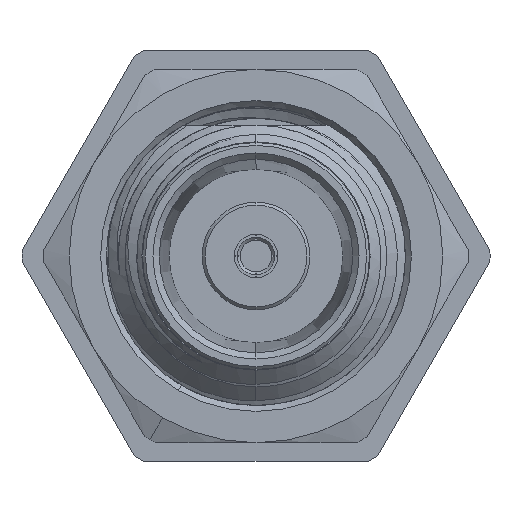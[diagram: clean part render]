
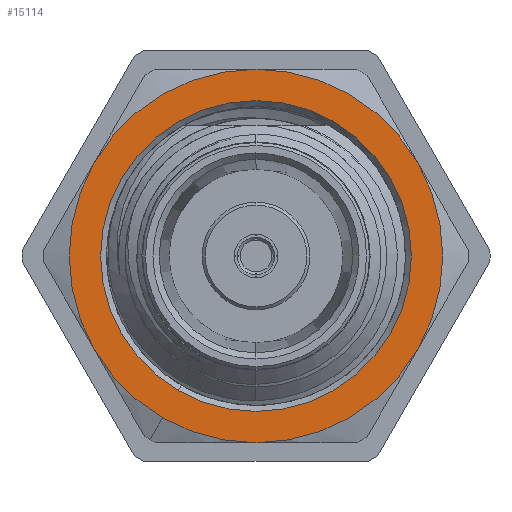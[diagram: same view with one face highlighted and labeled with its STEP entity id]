
A CAD part, left-side view. The second image highlights one B-rep face of the part: STEP entity #15114.
In plain terms, the highlighted planar face has unit normal (-1, 0, 0).
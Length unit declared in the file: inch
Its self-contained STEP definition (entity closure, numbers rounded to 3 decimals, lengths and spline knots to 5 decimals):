
#273 = EDGE_CURVE ( 'NONE', #15655, #16579, #14150, .T. ) ;
#372 = DIRECTION ( 'NONE',  ( -1., 0., 0. ) ) ;
#1020 = ORIENTED_EDGE ( 'NONE', *, *, #13236, .T. ) ;
#1370 = DIRECTION ( 'NONE',  ( 0., 0.5, -0.866 ) ) ;
#1663 = AXIS2_PLACEMENT_3D ( 'NONE', #14945, #20004, #18733 ) ;
#1726 = EDGE_CURVE ( 'NONE', #20134, #22600, #6760, .T. ) ;
#1996 = CIRCLE ( 'NONE', #14855, 0.26 ) ;
#2016 = CARTESIAN_POINT ( 'NONE',  ( 0.518, 0.27063, 0.15625 ) ) ;
#2418 = CARTESIAN_POINT ( 'NONE',  ( 0.518, 0., 0. ) ) ;
#2499 = FACE_OUTER_BOUND ( 'NONE', #7993, .T. ) ;
#2755 = DIRECTION ( 'NONE',  ( -1., 0., 0. ) ) ;
#2974 = DIRECTION ( 'NONE',  ( 0., 0.5, -0.866 ) ) ;
#4664 = CARTESIAN_POINT ( 'NONE',  ( 0.518, -0.13, 0.22517 ) ) ;
#4685 = CARTESIAN_POINT ( 'NONE',  ( 0.518, 0., 0. ) ) ;
#4802 = CARTESIAN_POINT ( 'NONE',  ( 0.518, 0.15625, -0.27063 ) ) ;
#5282 = CARTESIAN_POINT ( 'NONE',  ( 0.518, 0.13, -0.22517 ) ) ;
#5329 = CIRCLE ( 'NONE', #14114, 0.3125 ) ;
#5423 = AXIS2_PLACEMENT_3D ( 'NONE', #17342, #12169, #2974 ) ;
#5448 = CARTESIAN_POINT ( 'NONE',  ( 0.518, 0., 0. ) ) ;
#5533 = EDGE_CURVE ( 'NONE', #21171, #8272, #17905, .T. ) ;
#5704 = VERTEX_POINT ( 'NONE', #21874 ) ;
#6760 = CIRCLE ( 'NONE', #10788, 0.3125 ) ;
#6788 = EDGE_LOOP ( 'NONE', ( #22094, #9748 ) ) ;
#7260 = CARTESIAN_POINT ( 'NONE',  ( 0.518, -0.27063, 0.15625 ) ) ;
#7800 = ORIENTED_EDGE ( 'NONE', *, *, #5533, .T. ) ;
#7836 = DIRECTION ( 'NONE',  ( 1., 0., 0. ) ) ;
#7953 = DIRECTION ( 'NONE',  ( 0., 0.5, -0.866 ) ) ;
#7993 = EDGE_LOOP ( 'NONE', ( #13173, #12534, #21680, #21082, #7800, #1020, #16269 ) ) ;
#8098 = EDGE_CURVE ( 'NONE', #10516, #20134, #12379, .T. ) ;
#8272 = VERTEX_POINT ( 'NONE', #9875 ) ;
#8769 = DIRECTION ( 'NONE',  ( 0., 0.5, -0.866 ) ) ;
#8774 = CIRCLE ( 'NONE', #10596, 0.3125 ) ;
#9006 = CARTESIAN_POINT ( 'NONE',  ( 0.518, 0., 0. ) ) ;
#9024 = DIRECTION ( 'NONE',  ( 0., 0.5, -0.866 ) ) ;
#9511 = CIRCLE ( 'NONE', #11702, 0.3125 ) ;
#9748 = ORIENTED_EDGE ( 'NONE', *, *, #15427, .T. ) ;
#9875 = CARTESIAN_POINT ( 'NONE',  ( 0.518, 0., 0.3125 ) ) ;
#10374 = CARTESIAN_POINT ( 'NONE',  ( 0.518, 0., 0. ) ) ;
#10516 = VERTEX_POINT ( 'NONE', #4802 ) ;
#10596 = AXIS2_PLACEMENT_3D ( 'NONE', #2418, #2755, #7953 ) ;
#10788 = AXIS2_PLACEMENT_3D ( 'NONE', #14313, #10856, #9024 ) ;
#10856 = DIRECTION ( 'NONE',  ( -1., 0., 0. ) ) ;
#11005 = CARTESIAN_POINT ( 'NONE',  ( 0.518, 0., -0.3125 ) ) ;
#11227 = DIRECTION ( 'NONE',  ( -1., 0., 0. ) ) ;
#11257 = CARTESIAN_POINT ( 'NONE',  ( 0.518, 0., 0. ) ) ;
#11702 = AXIS2_PLACEMENT_3D ( 'NONE', #22305, #15619, #1370 ) ;
#11844 = EDGE_CURVE ( 'NONE', #16098, #5704, #5329, .T. ) ;
#12169 = DIRECTION ( 'NONE',  ( -1., 0., 0. ) ) ;
#12234 = AXIS2_PLACEMENT_3D ( 'NONE', #9006, #19918, #12683 ) ;
#12379 = CIRCLE ( 'NONE', #5423, 0.3125 ) ;
#12534 = ORIENTED_EDGE ( 'NONE', *, *, #8098, .T. ) ;
#12683 = DIRECTION ( 'NONE',  ( 0., 0.5, -0.866 ) ) ;
#12727 = EDGE_CURVE ( 'NONE', #22600, #21171, #22167, .T. ) ;
#13140 = EDGE_CURVE ( 'NONE', #5704, #10516, #8774, .T. ) ;
#13173 = ORIENTED_EDGE ( 'NONE', *, *, #13140, .T. ) ;
#13236 = EDGE_CURVE ( 'NONE', #8272, #16098, #9511, .T. ) ;
#14114 = AXIS2_PLACEMENT_3D ( 'NONE', #10374, #22693, #17276 ) ;
#14150 = CIRCLE ( 'NONE', #1663, 0.26 ) ;
#14313 = CARTESIAN_POINT ( 'NONE',  ( 0.518, 0., 0. ) ) ;
#14376 = DIRECTION ( 'NONE',  ( 0., 0.5, -0.866 ) ) ;
#14855 = AXIS2_PLACEMENT_3D ( 'NONE', #11257, #7836, #14376 ) ;
#14945 = CARTESIAN_POINT ( 'NONE',  ( 0.518, 0., 0. ) ) ;
#14973 = AXIS2_PLACEMENT_3D ( 'NONE', #5448, #372, #8769 ) ;
#15114 = ADVANCED_FACE ( 'NONE', ( #18591, #2499 ), #20199, .T. ) ;
#15427 = EDGE_CURVE ( 'NONE', #16579, #15655, #1996, .T. ) ;
#15619 = DIRECTION ( 'NONE',  ( -1., 0., 0. ) ) ;
#15637 = AXIS2_PLACEMENT_3D ( 'NONE', #4685, #11227, #18699 ) ;
#15655 = VERTEX_POINT ( 'NONE', #5282 ) ;
#16098 = VERTEX_POINT ( 'NONE', #2016 ) ;
#16269 = ORIENTED_EDGE ( 'NONE', *, *, #11844, .T. ) ;
#16579 = VERTEX_POINT ( 'NONE', #4664 ) ;
#16712 = CARTESIAN_POINT ( 'NONE',  ( 0.518, -0.27063, -0.15625 ) ) ;
#17276 = DIRECTION ( 'NONE',  ( 0., 0.5, -0.866 ) ) ;
#17342 = CARTESIAN_POINT ( 'NONE',  ( 0.518, 0., 0. ) ) ;
#17905 = CIRCLE ( 'NONE', #14973, 0.3125 ) ;
#18591 = FACE_BOUND ( 'NONE', #6788, .T. ) ;
#18699 = DIRECTION ( 'NONE',  ( 0., 0.5, -0.866 ) ) ;
#18733 = DIRECTION ( 'NONE',  ( 0., 0.5, -0.866 ) ) ;
#19918 = DIRECTION ( 'NONE',  ( -1., 0., 0. ) ) ;
#20004 = DIRECTION ( 'NONE',  ( 1., 0., 0. ) ) ;
#20134 = VERTEX_POINT ( 'NONE', #11005 ) ;
#20199 = PLANE ( 'NONE',  #15637 ) ;
#21082 = ORIENTED_EDGE ( 'NONE', *, *, #12727, .T. ) ;
#21171 = VERTEX_POINT ( 'NONE', #7260 ) ;
#21680 = ORIENTED_EDGE ( 'NONE', *, *, #1726, .T. ) ;
#21874 = CARTESIAN_POINT ( 'NONE',  ( 0.518, 0.27063, -0.15625 ) ) ;
#22094 = ORIENTED_EDGE ( 'NONE', *, *, #273, .T. ) ;
#22167 = CIRCLE ( 'NONE', #12234, 0.3125 ) ;
#22305 = CARTESIAN_POINT ( 'NONE',  ( 0.518, 0., 0. ) ) ;
#22600 = VERTEX_POINT ( 'NONE', #16712 ) ;
#22693 = DIRECTION ( 'NONE',  ( -1., 0., 0. ) ) ;
